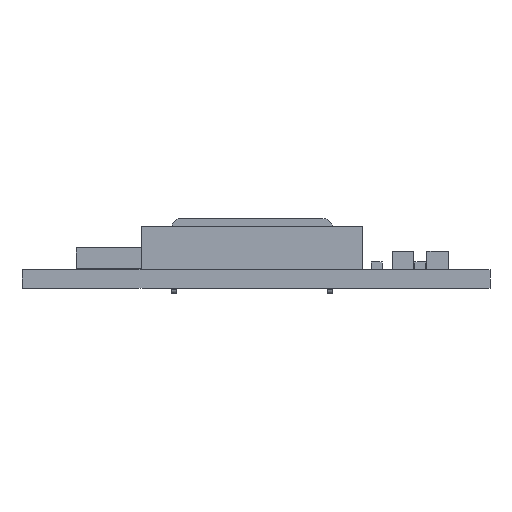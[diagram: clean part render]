
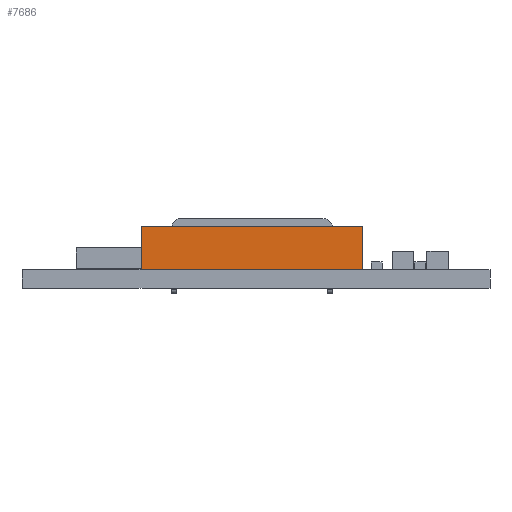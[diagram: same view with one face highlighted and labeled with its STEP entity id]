
A CAD part, left-side view. The second image highlights one B-rep face of the part: STEP entity #7686.
In plain terms, the highlighted planar face has unit normal (-1, 0, 0).
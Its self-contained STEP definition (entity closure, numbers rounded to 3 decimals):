
#7423 = EDGE_CURVE('',#7424,#7426,#7428,.T.);
#7424 = VERTEX_POINT('',#7425);
#7425 = CARTESIAN_POINT('',(-1.26,5.08,0.));
#7426 = VERTEX_POINT('',#7427);
#7427 = CARTESIAN_POINT('',(-1.26,5.08,2.));
#7428 = SURFACE_CURVE('',#7429,(#7433,#7445),.PCURVE_S1.);
#7429 = LINE('',#7430,#7431);
#7430 = CARTESIAN_POINT('',(-1.26,5.08,0.));
#7431 = VECTOR('',#7432,1.);
#7432 = DIRECTION('',(0.,0.,1.));
#7433 = PCURVE('',#7434,#7439);
#7434 = PLANE('',#7435);
#7435 = AXIS2_PLACEMENT_3D('',#7436,#7437,#7438);
#7436 = CARTESIAN_POINT('',(-1.26,5.08,0.));
#7437 = DIRECTION('',(0.,1.,0.));
#7438 = DIRECTION('',(1.,0.,0.));
#7439 = DEFINITIONAL_REPRESENTATION('',(#7440),#7444);
#7440 = LINE('',#7441,#7442);
#7441 = CARTESIAN_POINT('',(0.,0.));
#7442 = VECTOR('',#7443,1.);
#7443 = DIRECTION('',(0.,-1.));
#7444 = ( GEOMETRIC_REPRESENTATION_CONTEXT(2) 
PARAMETRIC_REPRESENTATION_CONTEXT() REPRESENTATION_CONTEXT('2D SPACE',''
  ) );
#7445 = PCURVE('',#7446,#7451);
#7446 = PLANE('',#7447);
#7447 = AXIS2_PLACEMENT_3D('',#7448,#7449,#7450);
#7448 = CARTESIAN_POINT('',(-1.26,-5.08,0.));
#7449 = DIRECTION('',(-1.,0.,0.));
#7450 = DIRECTION('',(0.,1.,0.));
#7451 = DEFINITIONAL_REPRESENTATION('',(#7452),#7456);
#7452 = LINE('',#7453,#7454);
#7453 = CARTESIAN_POINT('',(10.16,0.));
#7454 = VECTOR('',#7455,1.);
#7455 = DIRECTION('',(0.,-1.));
#7456 = ( GEOMETRIC_REPRESENTATION_CONTEXT(2) 
PARAMETRIC_REPRESENTATION_CONTEXT() REPRESENTATION_CONTEXT('2D SPACE',''
  ) );
#7474 = PLANE('',#7475);
#7475 = AXIS2_PLACEMENT_3D('',#7476,#7477,#7478);
#7476 = CARTESIAN_POINT('',(-1.26,5.08,2.));
#7477 = DIRECTION('',(0.,0.,1.));
#7478 = DIRECTION('',(1.,0.,0.));
#7528 = PLANE('',#7529);
#7529 = AXIS2_PLACEMENT_3D('',#7530,#7531,#7532);
#7530 = CARTESIAN_POINT('',(-1.26,5.08,0.));
#7531 = DIRECTION('',(0.,0.,1.));
#7532 = DIRECTION('',(1.,0.,0.));
#7583 = PLANE('',#7584);
#7584 = AXIS2_PLACEMENT_3D('',#7585,#7586,#7587);
#7585 = CARTESIAN_POINT('',(1.26,-5.08,0.));
#7586 = DIRECTION('',(0.,-1.,0.));
#7587 = DIRECTION('',(-1.,0.,0.));
#7621 = VERTEX_POINT('',#7622);
#7622 = CARTESIAN_POINT('',(-1.26,-5.08,2.));
#7643 = EDGE_CURVE('',#7644,#7621,#7646,.T.);
#7644 = VERTEX_POINT('',#7645);
#7645 = CARTESIAN_POINT('',(-1.26,-5.08,0.));
#7646 = SURFACE_CURVE('',#7647,(#7651,#7658),.PCURVE_S1.);
#7647 = LINE('',#7648,#7649);
#7648 = CARTESIAN_POINT('',(-1.26,-5.08,0.));
#7649 = VECTOR('',#7650,1.);
#7650 = DIRECTION('',(0.,0.,1.));
#7651 = PCURVE('',#7583,#7652);
#7652 = DEFINITIONAL_REPRESENTATION('',(#7653),#7657);
#7653 = LINE('',#7654,#7655);
#7654 = CARTESIAN_POINT('',(2.52,0.));
#7655 = VECTOR('',#7656,1.);
#7656 = DIRECTION('',(0.,-1.));
#7657 = ( GEOMETRIC_REPRESENTATION_CONTEXT(2) 
PARAMETRIC_REPRESENTATION_CONTEXT() REPRESENTATION_CONTEXT('2D SPACE',''
  ) );
#7658 = PCURVE('',#7446,#7659);
#7659 = DEFINITIONAL_REPRESENTATION('',(#7660),#7664);
#7660 = LINE('',#7661,#7662);
#7661 = CARTESIAN_POINT('',(0.,0.));
#7662 = VECTOR('',#7663,1.);
#7663 = DIRECTION('',(0.,-1.));
#7664 = ( GEOMETRIC_REPRESENTATION_CONTEXT(2) 
PARAMETRIC_REPRESENTATION_CONTEXT() REPRESENTATION_CONTEXT('2D SPACE',''
  ) );
#7686 = ADVANCED_FACE('',(#7687),#7446,.T.);
#7687 = FACE_BOUND('',#7688,.T.);
#7688 = EDGE_LOOP('',(#7689,#7690,#7711,#7712));
#7689 = ORIENTED_EDGE('',*,*,#7643,.T.);
#7690 = ORIENTED_EDGE('',*,*,#7691,.T.);
#7691 = EDGE_CURVE('',#7621,#7426,#7692,.T.);
#7692 = SURFACE_CURVE('',#7693,(#7697,#7704),.PCURVE_S1.);
#7693 = LINE('',#7694,#7695);
#7694 = CARTESIAN_POINT('',(-1.26,-5.08,2.));
#7695 = VECTOR('',#7696,1.);
#7696 = DIRECTION('',(0.,1.,0.));
#7697 = PCURVE('',#7446,#7698);
#7698 = DEFINITIONAL_REPRESENTATION('',(#7699),#7703);
#7699 = LINE('',#7700,#7701);
#7700 = CARTESIAN_POINT('',(0.,-2.));
#7701 = VECTOR('',#7702,1.);
#7702 = DIRECTION('',(1.,0.));
#7703 = ( GEOMETRIC_REPRESENTATION_CONTEXT(2) 
PARAMETRIC_REPRESENTATION_CONTEXT() REPRESENTATION_CONTEXT('2D SPACE',''
  ) );
#7704 = PCURVE('',#7474,#7705);
#7705 = DEFINITIONAL_REPRESENTATION('',(#7706),#7710);
#7706 = LINE('',#7707,#7708);
#7707 = CARTESIAN_POINT('',(0.,-10.16));
#7708 = VECTOR('',#7709,1.);
#7709 = DIRECTION('',(0.,1.));
#7710 = ( GEOMETRIC_REPRESENTATION_CONTEXT(2) 
PARAMETRIC_REPRESENTATION_CONTEXT() REPRESENTATION_CONTEXT('2D SPACE',''
  ) );
#7711 = ORIENTED_EDGE('',*,*,#7423,.F.);
#7712 = ORIENTED_EDGE('',*,*,#7713,.F.);
#7713 = EDGE_CURVE('',#7644,#7424,#7714,.T.);
#7714 = SURFACE_CURVE('',#7715,(#7719,#7726),.PCURVE_S1.);
#7715 = LINE('',#7716,#7717);
#7716 = CARTESIAN_POINT('',(-1.26,-5.08,0.));
#7717 = VECTOR('',#7718,1.);
#7718 = DIRECTION('',(0.,1.,0.));
#7719 = PCURVE('',#7446,#7720);
#7720 = DEFINITIONAL_REPRESENTATION('',(#7721),#7725);
#7721 = LINE('',#7722,#7723);
#7722 = CARTESIAN_POINT('',(0.,0.));
#7723 = VECTOR('',#7724,1.);
#7724 = DIRECTION('',(1.,0.));
#7725 = ( GEOMETRIC_REPRESENTATION_CONTEXT(2) 
PARAMETRIC_REPRESENTATION_CONTEXT() REPRESENTATION_CONTEXT('2D SPACE',''
  ) );
#7726 = PCURVE('',#7528,#7727);
#7727 = DEFINITIONAL_REPRESENTATION('',(#7728),#7732);
#7728 = LINE('',#7729,#7730);
#7729 = CARTESIAN_POINT('',(0.,-10.16));
#7730 = VECTOR('',#7731,1.);
#7731 = DIRECTION('',(0.,1.));
#7732 = ( GEOMETRIC_REPRESENTATION_CONTEXT(2) 
PARAMETRIC_REPRESENTATION_CONTEXT() REPRESENTATION_CONTEXT('2D SPACE',''
  ) );
